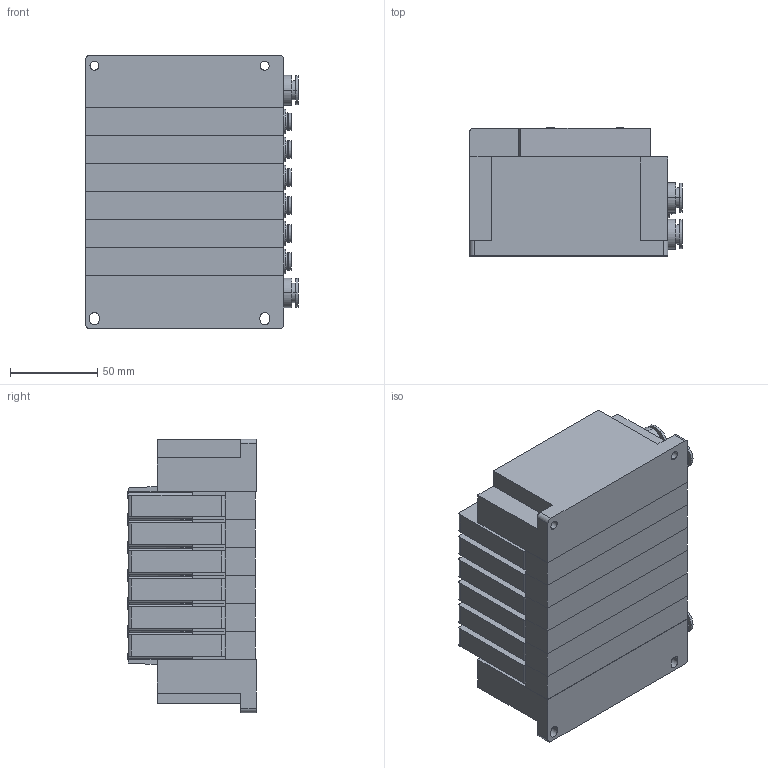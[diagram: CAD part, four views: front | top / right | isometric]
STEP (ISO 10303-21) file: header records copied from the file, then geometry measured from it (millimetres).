
FILE_DESCRIPTION (( 'STEP AP203' ), '1' );
FILE_NAME ('SS5Y5-10S0-06B-C6.step', '2018-05-11T07:12:50', ( '' ), ( '' ), 'SwSTEP 2.0', 'SolidWorks 2015', '' );
FILE_SCHEMA (( 'CONFIG_CONTROL_DESIGN' ));
Length unit declared in the file: millimetre
Products named in the file (5): _SY50M-1-1A-C10(10_6__); _SY5100-5R1(1); _SY50M-2-1DA-C6__; _SY50M-3-1A-C10(10__); SS5Y5-10S0-06B-C6
Assembly tree (14 placements, depth 2):
  SS5Y5-10S0-06B-C6
    _SY50M-1-1A-C10(10_6__)
    _SY5100-5R1(1)  x6
    _SY50M-2-1DA-C6__  x6
    _SY50M-3-1A-C10(10__)
Bounding box: 121.7 x 73.4 x 156.5 mm (x, y, z)
Volume: 1060272.9 mm3; surface area: 215250.8 mm2
Topology: 14 solids, 14 shells, 862 faces, 2154 edges, 1432 vertices
Faces by surface type: plane 576, cylinder 262, bspline 24
Entity records: 7799 total; most frequent: CARTESIAN_POINT 1277, DIRECTION 1234, ORIENTED_EDGE 1148, EDGE_CURVE 574, AXIS2_PLACEMENT_3D 419, VECTOR 396, LINE 396, VERTEX_POINT 382
